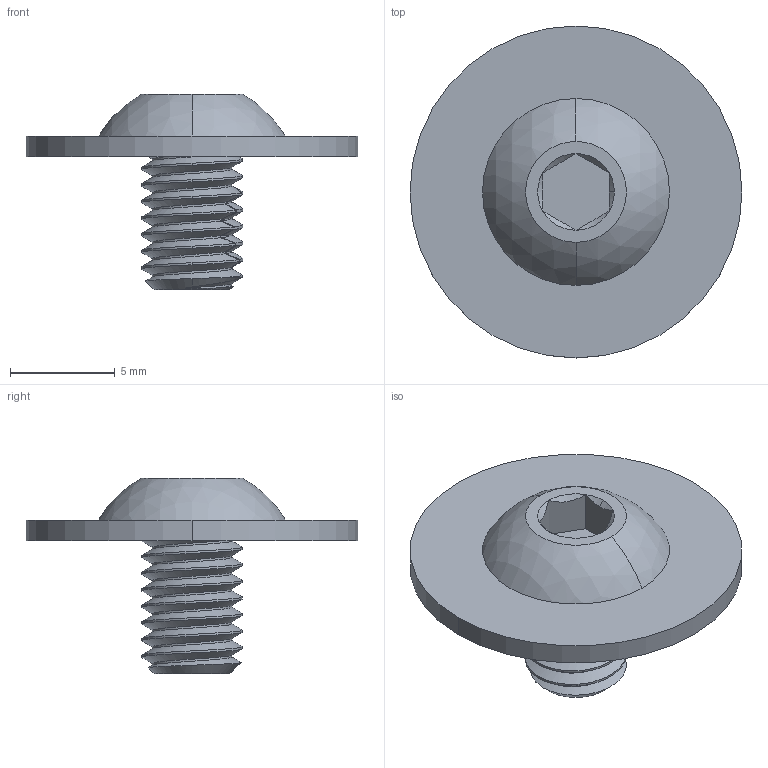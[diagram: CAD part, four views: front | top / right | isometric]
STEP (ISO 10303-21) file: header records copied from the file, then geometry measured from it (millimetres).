
FILE_DESCRIPTION (( 'STEP AP214' ), '1' );
FILE_NAME ('WCP-1740.step', '2024-12-06T00:50:14', ( '' ), ( '' ), 'SwSTEP 2.0', 'SolidWorks 2022', '' );
FILE_SCHEMA (( 'AUTOMOTIVE_DESIGN' ));
Length unit declared in the file: inch
Products named in the file (1): WCP-1740
Bounding box: 15.88 x 15.88 x 9.35 mm (x, y, z)
Volume: 358.2 mm3; surface area: 631.7 mm2
Topology: 1 solids, 1 shells, 85 faces, 228 edges, 148 vertices
Faces by surface type: bspline 35, cylinder 27, plane 11, cone 10, sphere 2
Entity records: 13481 total; most frequent: CARTESIAN_POINT 11818, ORIENTED_EDGE 456, EDGE_CURVE 228, DIRECTION 178, VERTEX_POINT 148, B_SPLINE_CURVE_WITH_KNOTS 121, EDGE_LOOP 88, ADVANCED_FACE 85
